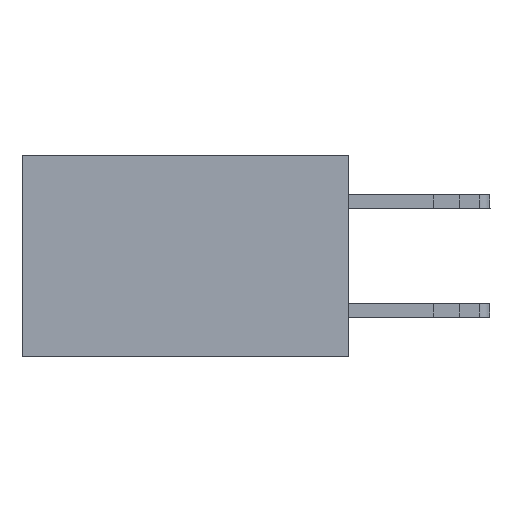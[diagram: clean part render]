
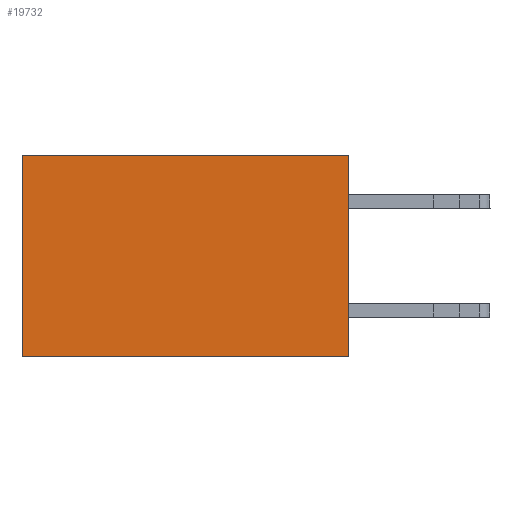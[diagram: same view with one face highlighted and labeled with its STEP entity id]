
A CAD part, left-side view. The second image highlights one B-rep face of the part: STEP entity #19732.
In plain terms, the highlighted planar face has unit normal (-1, 0, 0).
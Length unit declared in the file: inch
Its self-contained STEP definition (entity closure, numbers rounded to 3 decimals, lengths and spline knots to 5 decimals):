
#489 = ORIENTED_EDGE ( 'NONE', *, *, #3100, .F. ) ;
#1247 = VERTEX_POINT ( 'NONE', #15479 ) ;
#1432 = VERTEX_POINT ( 'NONE', #19886 ) ;
#1472 = EDGE_LOOP ( 'NONE', ( #21579, #6792, #489, #17533 ) ) ;
#2474 = VERTEX_POINT ( 'NONE', #20026 ) ;
#2553 = PLANE ( 'NONE',  #12386 ) ;
#3100 = EDGE_CURVE ( 'NONE', #1247, #14457, #7981, .T. ) ;
#3230 = CARTESIAN_POINT ( 'NONE',  ( 0.2615, 0., -0.37 ) ) ;
#3272 = VECTOR ( 'NONE', #8286, 39.37008 ) ;
#3584 = CARTESIAN_POINT ( 'NONE',  ( 0.2615, 0., -0.37 ) ) ;
#3918 = LINE ( 'NONE', #16070, #21834 ) ;
#4351 = DIRECTION ( 'NONE',  ( 1., 0., 0. ) ) ;
#4826 = FACE_OUTER_BOUND ( 'NONE', #1472, .T. ) ;
#5361 = DIRECTION ( 'NONE',  ( 0., 1., 0. ) ) ;
#5526 = LINE ( 'NONE', #9381, #19884 ) ;
#6792 = ORIENTED_EDGE ( 'NONE', *, *, #13563, .F. ) ;
#7981 = LINE ( 'NONE', #3230, #3272 ) ;
#8286 = DIRECTION ( 'NONE',  ( 0., 0., -1. ) ) ;
#9279 = DIRECTION ( 'NONE',  ( 0., 1., 0. ) ) ;
#9381 = CARTESIAN_POINT ( 'NONE',  ( 0.2615, 0.6, -0.37 ) ) ;
#10264 = CARTESIAN_POINT ( 'NONE',  ( 0.2615, 0., -0.37 ) ) ;
#12386 = AXIS2_PLACEMENT_3D ( 'NONE', #14672, #4351, #16414 ) ;
#13563 = EDGE_CURVE ( 'NONE', #14457, #2474, #18214, .T. ) ;
#13613 = VECTOR ( 'NONE', #5361, 39.37008 ) ;
#14457 = VERTEX_POINT ( 'NONE', #10264 ) ;
#14672 = CARTESIAN_POINT ( 'NONE',  ( 0.2615, 0., -0.37 ) ) ;
#15479 = CARTESIAN_POINT ( 'NONE',  ( 0.2615, 0., 0. ) ) ;
#16070 = CARTESIAN_POINT ( 'NONE',  ( 0.2615, 0., 0. ) ) ;
#16414 = DIRECTION ( 'NONE',  ( 0., 0., -1. ) ) ;
#17533 = ORIENTED_EDGE ( 'NONE', *, *, #21310, .T. ) ;
#18214 = LINE ( 'NONE', #3584, #13613 ) ;
#19732 = ADVANCED_FACE ( 'NONE', ( #4826 ), #2553, .F. ) ;
#19738 = DIRECTION ( 'NONE',  ( 0., 0., -1. ) ) ;
#19884 = VECTOR ( 'NONE', #19738, 39.37008 ) ;
#19886 = CARTESIAN_POINT ( 'NONE',  ( 0.2615, 0.6, 0. ) ) ;
#20026 = CARTESIAN_POINT ( 'NONE',  ( 0.2615, 0.6, -0.37 ) ) ;
#21310 = EDGE_CURVE ( 'NONE', #1247, #1432, #3918, .T. ) ;
#21579 = ORIENTED_EDGE ( 'NONE', *, *, #22570, .T. ) ;
#21834 = VECTOR ( 'NONE', #9279, 39.37008 ) ;
#22570 = EDGE_CURVE ( 'NONE', #1432, #2474, #5526, .T. ) ;
